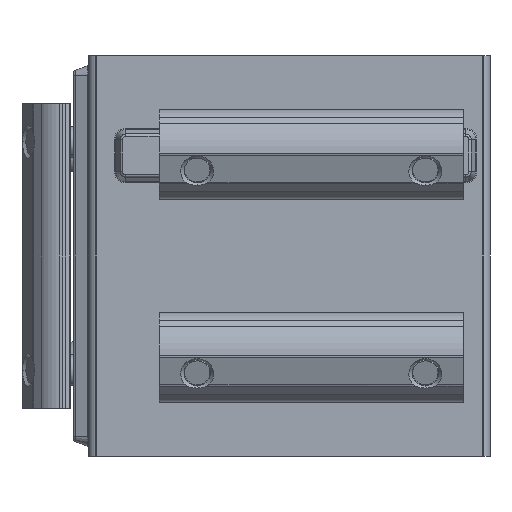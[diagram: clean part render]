
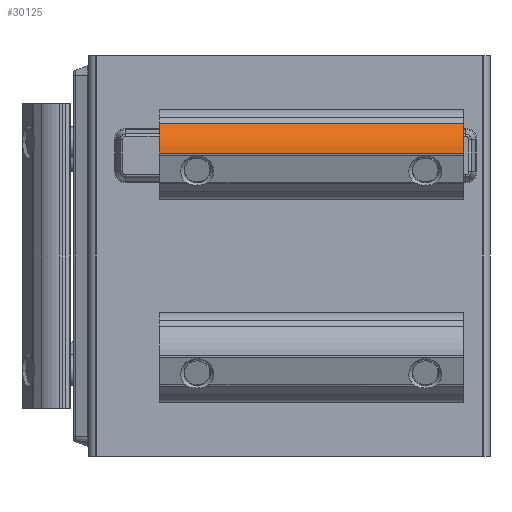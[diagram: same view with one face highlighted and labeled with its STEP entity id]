
A CAD part, front view. The second image highlights one B-rep face of the part: STEP entity #30125.
In plain terms, the highlighted cylindrical face has radius 8.85 mm (diameter 17.7 mm), a partial arc.
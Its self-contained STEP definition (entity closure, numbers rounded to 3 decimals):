
#5 = CARTESIAN_POINT ( 'NONE',  ( 74., -4.2, -19.594 ) ) ;
#1440 = EDGE_CURVE ( 'NONE', #19896, #15001, #19525, .T. ) ;
#1636 = DIRECTION ( 'NONE',  ( 0., 0., -1. ) ) ;
#2139 = VECTOR ( 'NONE', #7628, 1000. ) ;
#2151 = EDGE_CURVE ( 'NONE', #19896, #20451, #23992, .T. ) ;
#2212 = DIRECTION ( 'NONE',  ( 1., 0., 0. ) ) ;
#2737 = DIRECTION ( 'NONE',  ( 1., 0., 0. ) ) ;
#3350 = CARTESIAN_POINT ( 'NONE',  ( 14., -4.2, -19.594 ) ) ;
#5020 = EDGE_CURVE ( 'NONE', #20451, #27059, #10288, .T. ) ;
#5279 = CARTESIAN_POINT ( 'NONE',  ( 14., -13.041, -19.2 ) ) ;
#7628 = DIRECTION ( 'NONE',  ( 1., 0., 0. ) ) ;
#7886 = CARTESIAN_POINT ( 'NONE',  ( 74., -13.041, -19.2 ) ) ;
#8663 = ORIENTED_EDGE ( 'NONE', *, *, #5020, .F. ) ;
#9732 = CARTESIAN_POINT ( 'NONE',  ( 14., -10.458, -13.336 ) ) ;
#10288 = CIRCLE ( 'NONE', #16345, 8.85 ) ;
#10936 = CYLINDRICAL_SURFACE ( 'NONE', #17745, 8.85 ) ;
#11091 = DIRECTION ( 'NONE',  ( 1., 0., 0. ) ) ;
#12919 = VECTOR ( 'NONE', #2737, 1000. ) ;
#13154 = DIRECTION ( 'NONE',  ( 0., 0., -1. ) ) ;
#15001 = VERTEX_POINT ( 'NONE', #25948 ) ;
#16098 = EDGE_LOOP ( 'NONE', ( #8663, #21880, #16274, #19847 ) ) ;
#16274 = ORIENTED_EDGE ( 'NONE', *, *, #1440, .T. ) ;
#16345 = AXIS2_PLACEMENT_3D ( 'NONE', #5, #2212, #21446 ) ;
#16877 = CARTESIAN_POINT ( 'NONE',  ( 74., -10.458, -13.336 ) ) ;
#17053 = AXIS2_PLACEMENT_3D ( 'NONE', #3350, #29964, #13154 ) ;
#17745 = AXIS2_PLACEMENT_3D ( 'NONE', #27908, #11091, #1636 ) ;
#19525 = CIRCLE ( 'NONE', #17053, 8.85 ) ;
#19847 = ORIENTED_EDGE ( 'NONE', *, *, #22265, .T. ) ;
#19896 = VERTEX_POINT ( 'NONE', #24364 ) ;
#20451 = VERTEX_POINT ( 'NONE', #16877 ) ;
#21446 = DIRECTION ( 'NONE',  ( 0., 0., -1. ) ) ;
#21880 = ORIENTED_EDGE ( 'NONE', *, *, #2151, .F. ) ;
#22265 = EDGE_CURVE ( 'NONE', #15001, #27059, #29090, .T. ) ;
#23992 = LINE ( 'NONE', #9732, #12919 ) ;
#24364 = CARTESIAN_POINT ( 'NONE',  ( 14., -10.458, -13.336 ) ) ;
#25948 = CARTESIAN_POINT ( 'NONE',  ( 14., -13.041, -19.2 ) ) ;
#27059 = VERTEX_POINT ( 'NONE', #7886 ) ;
#27908 = CARTESIAN_POINT ( 'NONE',  ( 14., -4.2, -19.594 ) ) ;
#29090 = LINE ( 'NONE', #5279, #2139 ) ;
#29506 = FACE_OUTER_BOUND ( 'NONE', #16098, .T. ) ;
#29964 = DIRECTION ( 'NONE',  ( 1., 0., 0. ) ) ;
#30125 = ADVANCED_FACE ( 'NONE', ( #29506 ), #10936, .T. ) ;
